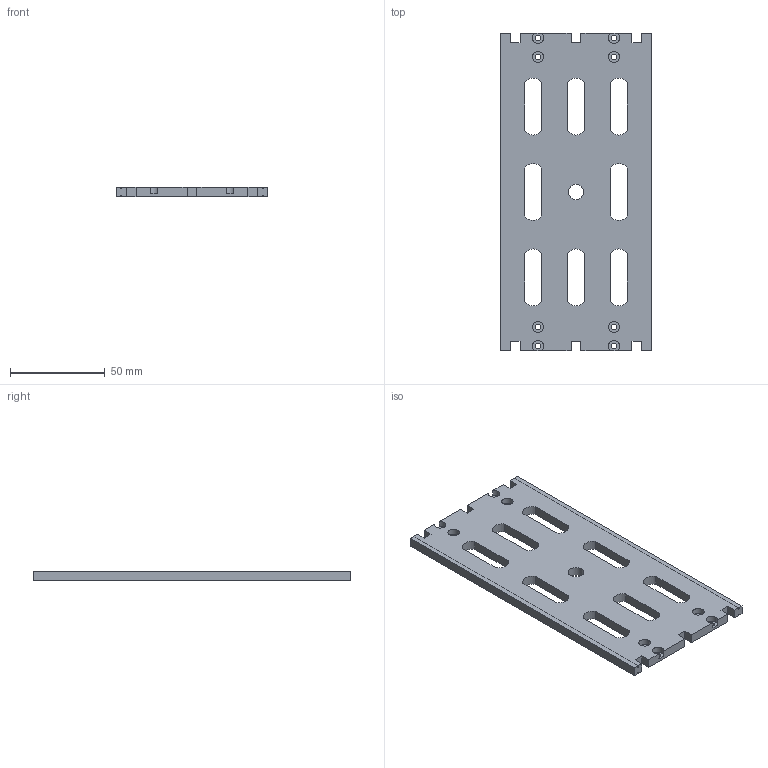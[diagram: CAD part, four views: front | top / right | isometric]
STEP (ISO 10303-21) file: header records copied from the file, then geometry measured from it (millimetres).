
FILE_DESCRIPTION(/* description */ ('','CAx-IF Rec.Pracs.---Representation and Presentation of Product Manufacturing Information (PMI)---4.0---2014-10-13'),/* implementation_level */ '2;1');
FILE_NAME(/* name */ 'FS80+UL Pivot Base v12.step',/* time_stamp */ '2025-03-08T17:46:55+01:00',/* author */ (''),/* organization */ (''),/* preprocessor_version */ 'ST-DEVELOPER v20',/* originating_system */ 'Autodesk Translation Framework v13.20.0.188',/* authorisation */ '');
FILE_SCHEMA (('AP242_MANAGED_MODEL_BASED_3D_ENGINEERING_MIM_LF { 1 0 10303 442 1 1 4 }'));
Length unit declared in the file: millimetre
Products named in the file (1): FS80+UL Pivot Base
Bounding box: 80 x 167.2 x 5 mm (x, y, z)
Volume: 54417.2 mm3; surface area: 30087.3 mm2
Topology: 1 solids, 1 shells, 91 faces, 255 edges, 170 vertices
Faces by surface type: plane 54, cylinder 37
Full cylindrical faces by diameter (mm): 0.8 x4, 3 x8, 6 x4, 8.2 x1
Entity records: 3060 total; most frequent: CARTESIAN_POINT 517, DIRECTION 513, ORIENTED_EDGE 510, EDGE_CURVE 255, LINE 181, VECTOR 181, VERTEX_POINT 170, AXIS2_PLACEMENT_3D 166
